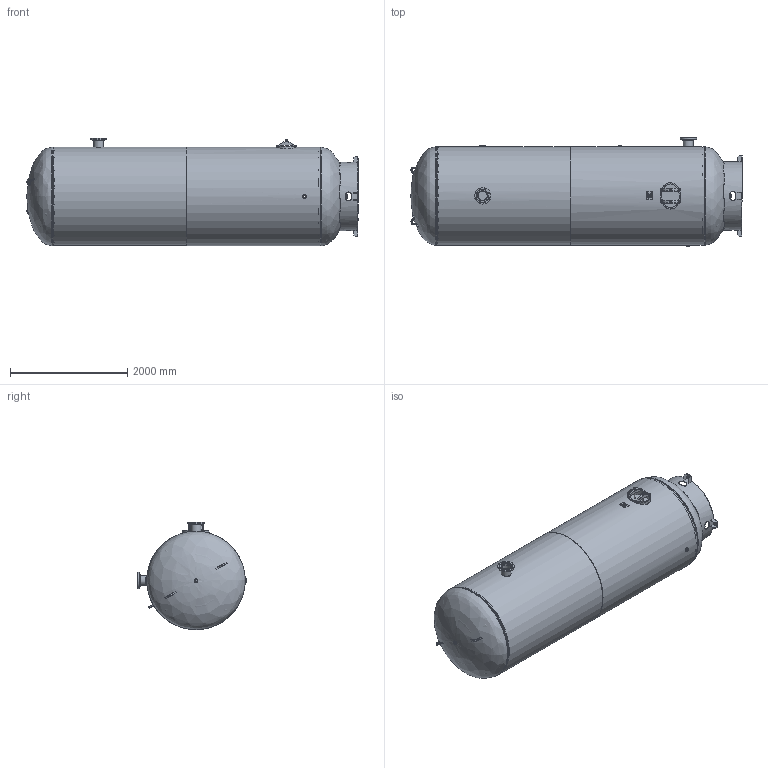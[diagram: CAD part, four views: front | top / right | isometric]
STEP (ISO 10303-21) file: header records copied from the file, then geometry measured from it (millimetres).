
FILE_DESCRIPTION(/* description */ ('66 X 214 137# VERT ASME 3000 GAL W/6" RFSO''S'),/* implementation_level */ '2;1');
FILE_NAME(/* name */ 'SPVG_A10339.stp',/* time_stamp */ '2020-09-03T15:18:29-05:00',/* author */ ('kim.thoune'),/* organization */ (''),/* preprocessor_version */ 'ST-DEVELOPER v17.2',/* originating_system */ 'Autodesk Inventor 2019',/* authorisation */ '');
FILE_SCHEMA (('AUTOMOTIVE_DESIGN { 1 0 10303 214 3 1 1 }'));
Length unit declared in the file: inch
Products named in the file (20): A10339; 37-2591; 37-2592; A10339-3HD; A10339-4HD; 960-364; S102208; S102208-1; S102022; F100250; F101000; F101250; F103001; 46-9163; S102154; 45-596; S102154-2; 60-140; 64-053; 64-784
Assembly tree (29 placements, depth 3):
  A10339
    37-2591
    37-2592
    A10339-3HD
      960-364
    A10339-4HD
      960-364
    S102208
      S102208-1
      S102022  x4
    F100250
    F101000
    F101250  x3
    F103001
    46-9163
    S102154  x2
      45-596
      S102154-2
    60-140
      64-053
    64-784  x4
Bounding box: 5656.39 x 1847.43 x 1829.97 mm (x, y, z)
Volume: 256450033.4 mm3; surface area: 64823398.7 mm2
Topology: 28 solids, 28 shells, 693 faces, 1832 edges, 1228 vertices
Faces by surface type: plane 360, cylinder 207, bspline 64, torus 53, cone 9
Full cylindrical faces by diameter (mm): 6.35 x4, 11.455 x1, 22.225 x20, 23.019 x2, 26.987 x1, 30.302 x1, 43.256 x1, 44.45 x1, 44.856 x3, 46.037 x1, 49.212 x3, 50.8 x1, 53.975 x3, 60.325 x1, 63.5 x3, 82.55 x1, 96.837 x1, 98.425 x1, 107.95 x1, 154.051 x2, 168.275 x2, 170.688 x2, 171.45 x2, 192.1 x2, 215.9 x2, 279.4 x2, 1152.5 x1, 1168.4 x1, 1645.768 x2, 1660.5 x2
Entity records: 22490 total; most frequent: CARTESIAN_POINT 8485, ORIENTED_EDGE 2802, DIRECTION 2623, EDGE_CURVE 1401, AXIS2_PLACEMENT_3D 958, VERTEX_POINT 938, LINE 707, VECTOR 707
